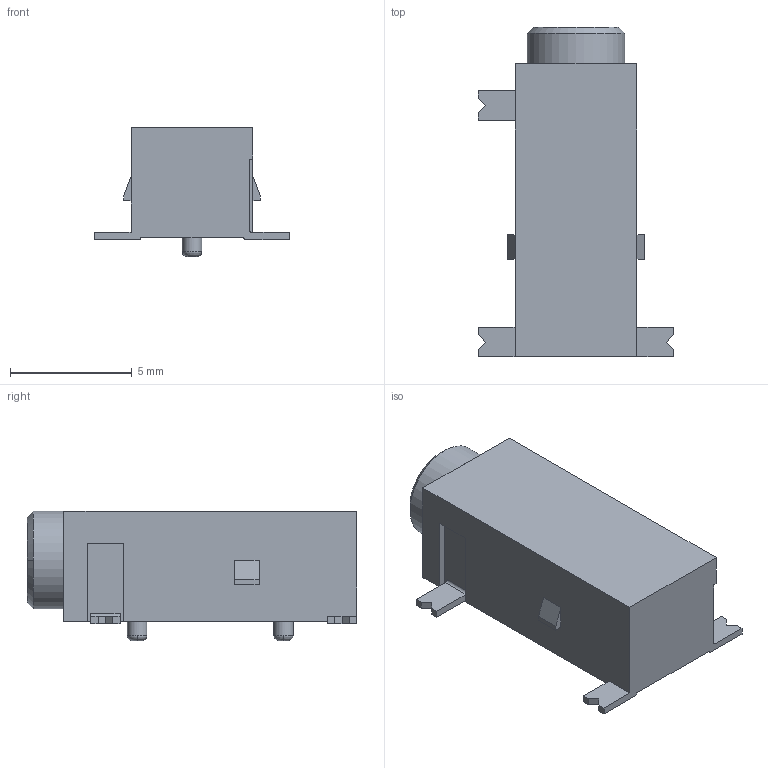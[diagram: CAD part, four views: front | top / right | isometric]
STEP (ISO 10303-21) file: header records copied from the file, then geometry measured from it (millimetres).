
FILE_DESCRIPTION(('FreeCAD Model'),'2;1');
FILE_NAME('Open CASCADE Shape Model','2022-02-16T15:26:09',('Author'),( ''),'Open CASCADE STEP processor 7.5','FreeCAD','Unknown');
FILE_SCHEMA(('AUTOMOTIVE_DESIGN { 1 0 10303 214 1 1 1 1 }'));
Length unit declared in the file: millimetre
Products named in the file (1): Body
Bounding box: 8 x 13.5 x 5.3 mm (x, y, z)
Volume: 281.1 mm3; surface area: 325.2 mm2
Topology: 1 solids, 1 shells, 65 faces, 175 edges, 117 vertices
Faces by surface type: plane 51, cylinder 8, cone 2, revolution 2, torus 2
Full cylindrical faces by diameter (mm): 0.8 x2, 2.6 x1, 4 x1
Entity records: 2066 total; most frequent: CARTESIAN_POINT 376, ORIENTED_EDGE 350, DIRECTION 336, EDGE_CURVE 175, LINE 136, VECTOR 136, VERTEX_POINT 117, AXIS2_PLACEMENT_3D 99
